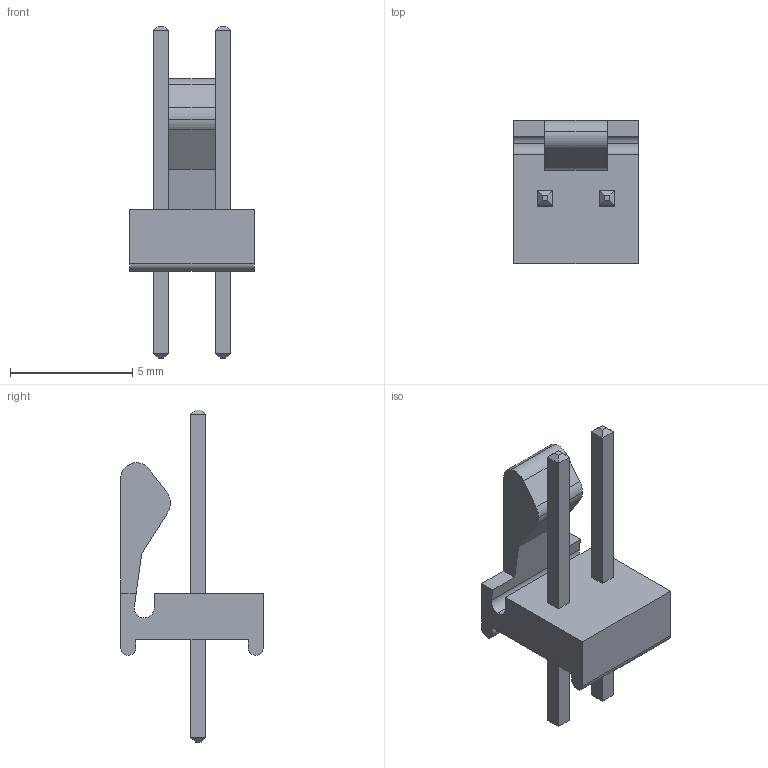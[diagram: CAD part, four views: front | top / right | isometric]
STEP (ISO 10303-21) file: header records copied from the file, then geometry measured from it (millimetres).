
FILE_DESCRIPTION((''),'2;1');
FILE_NAME('MTA100_2.stp','2020-12-06T10:57:42',('Davide'),(''),'Autodesk Inventor (tm) 5.3','Autodesk Inventor (tm) 5.3','');
FILE_SCHEMA(('AUTOMOTIVE_DESIGN { 1 2 10303 214 0 1 1 1 }'));
Length unit declared in the file: millimetre
Products named in the file (3): MTA100_2; Pin
Assembly tree (3 placements, depth 2):
  MTA100_2
    MTA100_2
    Pin  x2
Bounding box: 5.08 x 5.84 x 13.59 mm (x, y, z)
Volume: 83 mm3; surface area: 239.8 mm2
Topology: 3 solids, 3 shells, 62 faces, 152 edges, 96 vertices
Faces by surface type: plane 52, cylinder 10
Entity records: 1543 total; most frequent: CARTESIAN_POINT 258, DIRECTION 252, ORIENTED_EDGE 248, EDGE_CURVE 124, VECTOR 104, LINE 104, VERTEX_POINT 80, AXIS2_PLACEMENT_3D 74
